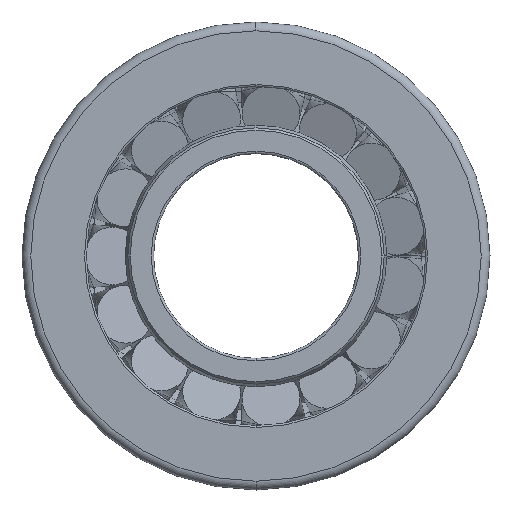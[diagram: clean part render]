
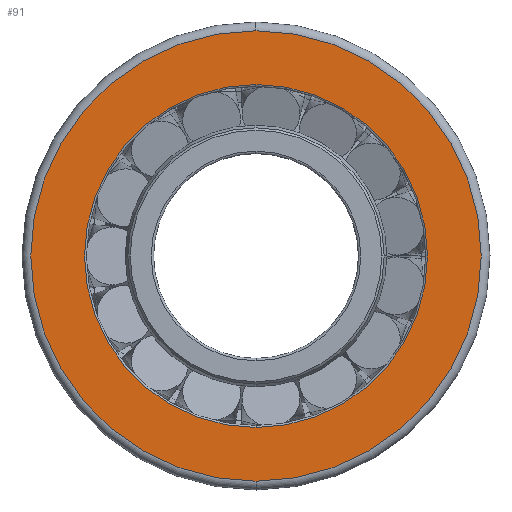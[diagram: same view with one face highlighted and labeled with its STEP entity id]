
A CAD part, left-side view. The second image highlights one B-rep face of the part: STEP entity #91.
In plain terms, the highlighted planar face has unit normal (-1, 0, 0).
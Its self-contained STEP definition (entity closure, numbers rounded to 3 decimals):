
#91=ADVANCED_FACE('',(#249,#250),#251,.T.);
#249=FACE_OUTER_BOUND('',#535,.T.);
#250=FACE_BOUND('',#536,.T.);
#251=PLANE('',#537);
#535=EDGE_LOOP('',(#985,#986,#987));
#536=EDGE_LOOP('',(#988,#989,#990));
#537=AXIS2_PLACEMENT_3D('',#991,#992,#993);
#985=ORIENTED_EDGE('',*,*,#1751,.F.);
#986=ORIENTED_EDGE('',*,*,#1750,.F.);
#987=ORIENTED_EDGE('',*,*,#1754,.F.);
#988=ORIENTED_EDGE('',*,*,#1728,.T.);
#989=ORIENTED_EDGE('',*,*,#1725,.T.);
#990=ORIENTED_EDGE('',*,*,#1729,.T.);
#991=CARTESIAN_POINT('',(0.0,33.905,0.0));
#992=DIRECTION('',(-1.0,-0.0,0.0));
#993=DIRECTION('',(0.0,-1.0,-0.0));
#1725=EDGE_CURVE('',#2025,#2023,#2026,.T.);
#1728=EDGE_CURVE('',#2029,#2025,#2030,.T.);
#1729=EDGE_CURVE('',#2023,#2029,#2031,.T.);
#1750=EDGE_CURVE('',#2067,#2070,#2071,.T.);
#1751=EDGE_CURVE('',#2070,#2072,#2073,.T.);
#1754=EDGE_CURVE('',#2072,#2067,#2076,.T.);
#2023=VERTEX_POINT('',#2481);
#2025=VERTEX_POINT('',#2483);
#2026=CIRCLE('',#2484,29.31);
#2029=VERTEX_POINT('',#2487);
#2030=CIRCLE('',#2488,29.31);
#2031=CIRCLE('',#2489,29.31);
#2067=VERTEX_POINT('',#2529);
#2070=VERTEX_POINT('',#2532);
#2071=CIRCLE('',#2533,38.5);
#2072=VERTEX_POINT('',#2534);
#2073=CIRCLE('',#2535,38.5);
#2076=CIRCLE('',#2538,38.5);
#2481=CARTESIAN_POINT('',(0.0,0.,-29.31));
#2483=CARTESIAN_POINT('',(0.0,0.,29.31));
#2484=AXIS2_PLACEMENT_3D('',#4138,#4139,#4140);
#2487=CARTESIAN_POINT('',(0.0,29.31,0.0));
#2488=AXIS2_PLACEMENT_3D('',#4147,#4148,#4149);
#2489=AXIS2_PLACEMENT_3D('',#4150,#4151,#4152);
#2529=CARTESIAN_POINT('',(0.0,0.,-38.5));
#2532=CARTESIAN_POINT('',(0.0,38.5,0.0));
#2533=AXIS2_PLACEMENT_3D('',#4205,#4206,#4207);
#2534=CARTESIAN_POINT('',(0.0,0.,38.5));
#2535=AXIS2_PLACEMENT_3D('',#4208,#4209,#4210);
#2538=AXIS2_PLACEMENT_3D('',#4217,#4218,#4219);
#4138=CARTESIAN_POINT('',(0.0,0.0,0.0));
#4139=DIRECTION('',(1.0,0.0,0.0));
#4140=DIRECTION('',(0.0,1.0,0.0));
#4147=CARTESIAN_POINT('',(0.0,0.0,0.0));
#4148=DIRECTION('',(1.0,0.0,0.0));
#4149=DIRECTION('',(0.0,1.0,0.0));
#4150=CARTESIAN_POINT('',(0.0,0.0,0.0));
#4151=DIRECTION('',(1.0,0.0,0.0));
#4152=DIRECTION('',(0.0,1.0,0.0));
#4205=CARTESIAN_POINT('',(0.0,0.0,0.0));
#4206=DIRECTION('',(1.0,0.0,0.0));
#4207=DIRECTION('',(0.0,1.0,0.0));
#4208=CARTESIAN_POINT('',(0.0,0.0,0.0));
#4209=DIRECTION('',(1.0,0.0,0.0));
#4210=DIRECTION('',(0.0,1.0,0.0));
#4217=CARTESIAN_POINT('',(0.0,0.0,0.0));
#4218=DIRECTION('',(1.0,0.0,0.0));
#4219=DIRECTION('',(0.0,1.0,0.0));
